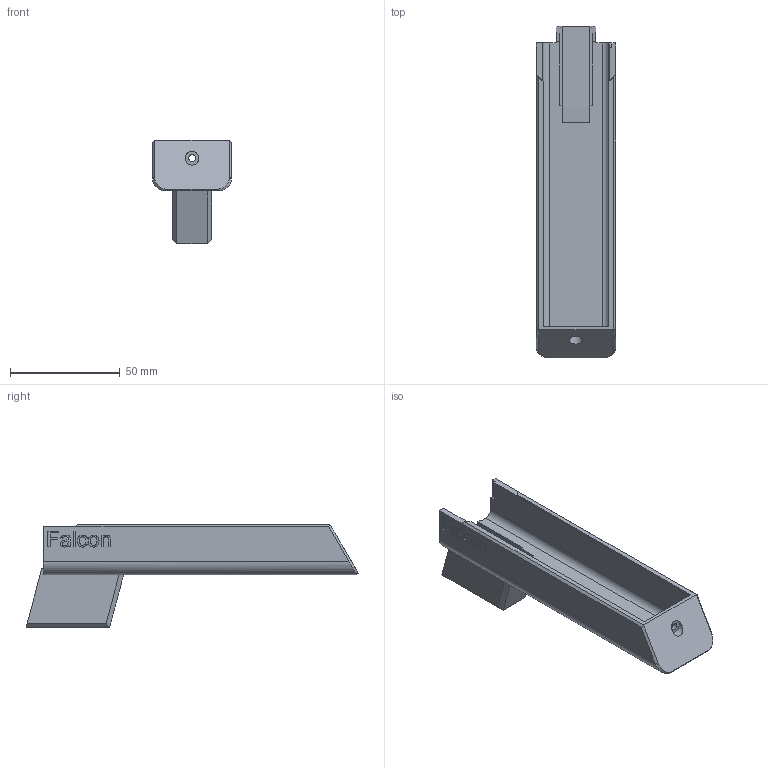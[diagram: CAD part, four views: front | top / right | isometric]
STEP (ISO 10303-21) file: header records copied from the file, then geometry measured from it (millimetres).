
FILE_DESCRIPTION(/* description */ (''),/* implementation_level */ '2;1');
FILE_NAME(/* name */ 'BatteryCover.step',/* time_stamp */ '2019-04-05T19:19:26-05:00',/* author */ (''),/* organization */ (''),/* preprocessor_version */ 'ST-DEVELOPER v17.2',/* originating_system */ 'Autodesk Translation Framework v7.6.0.251',/* authorisation */ '');
FILE_SCHEMA (('AUTOMOTIVE_DESIGN { 1 0 10303 214 3 1 1 }'));
Length unit declared in the file: millimetre
Products named in the file (1): BatteryCover
Bounding box: 36 x 151.15 x 46.98 mm (x, y, z)
Volume: 34733.9 mm3; surface area: 26680.7 mm2
Topology: 1 solids, 1 shells, 309 faces, 853 edges, 565 vertices
Faces by surface type: plane 157, bspline 146, cylinder 6
Full cylindrical faces by diameter (mm): 3.15 x1, 6.25 x1
Entity records: 11174 total; most frequent: CARTESIAN_POINT 4250, ORIENTED_EDGE 1706, DIRECTION 900, EDGE_CURVE 853, VERTEX_POINT 565, LINE 550, VECTOR 550, EDGE_LOOP 330
